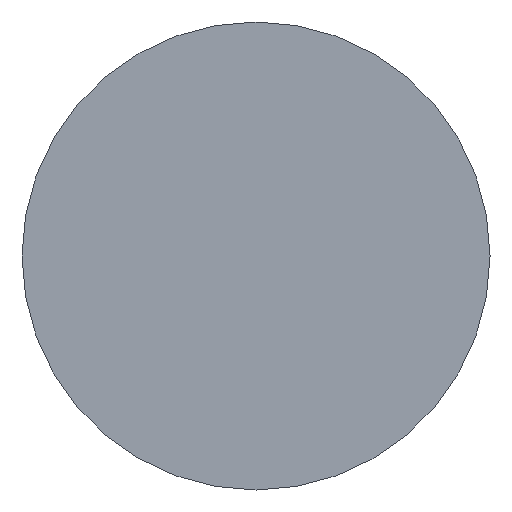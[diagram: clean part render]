
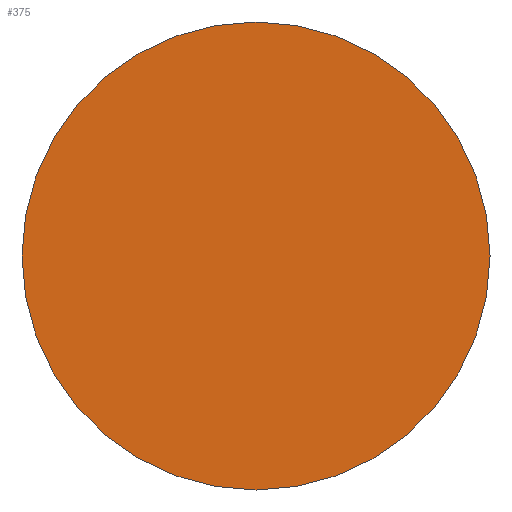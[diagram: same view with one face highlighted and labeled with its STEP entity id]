
A CAD part, front view. The second image highlights one B-rep face of the part: STEP entity #375.
In plain terms, the highlighted planar face has unit normal (0, -1, 0).
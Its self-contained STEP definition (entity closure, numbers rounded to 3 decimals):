
#12 = VERTEX_POINT ( 'NONE', #290 ) ;
#54 = VERTEX_POINT ( 'NONE', #161 ) ;
#161 = CARTESIAN_POINT ( 'NONE',  ( 0., 0., -20. ) ) ;
#196 = DIRECTION ( 'NONE',  ( 0., 0., 1. ) ) ;
#197 = DIRECTION ( 'NONE',  ( 0., 1., 0. ) ) ;
#198 = CARTESIAN_POINT ( 'NONE',  ( 0., 0., 0. ) ) ;
#199 = AXIS2_PLACEMENT_3D ( 'NONE', #198, #197, #196 ) ;
#200 = CIRCLE ( 'NONE', #199, 20. ) ;
#202 = FACE_OUTER_BOUND ( 'NONE', #302, .T. ) ;
#208 = PLANE ( 'NONE',  #229 ) ;
#219 = DIRECTION ( 'NONE',  ( 0., -1., 0. ) ) ;
#220 = CARTESIAN_POINT ( 'NONE',  ( 0., 0., 0. ) ) ;
#222 = DIRECTION ( 'NONE',  ( 0., 0., 1. ) ) ;
#223 = DIRECTION ( 'NONE',  ( 0., 1., 0. ) ) ;
#224 = AXIS2_PLACEMENT_3D ( 'NONE', #230, #223, #222 ) ;
#229 = AXIS2_PLACEMENT_3D ( 'NONE', #220, #219, #263 ) ;
#230 = CARTESIAN_POINT ( 'NONE',  ( 0., 0., 0. ) ) ;
#241 = CIRCLE ( 'NONE', #224, 20. ) ;
#263 = DIRECTION ( 'NONE',  ( 0., 0., -1. ) ) ;
#290 = CARTESIAN_POINT ( 'NONE',  ( 0., 0., 20. ) ) ;
#302 = EDGE_LOOP ( 'NONE', ( #306, #303 ) ) ;
#303 = ORIENTED_EDGE ( 'NONE', *, *, #347, .F. ) ;
#306 = ORIENTED_EDGE ( 'NONE', *, *, #349, .F. ) ;
#347 = EDGE_CURVE ( 'NONE', #54, #12, #200, .T. ) ;
#349 = EDGE_CURVE ( 'NONE', #12, #54, #241, .T. ) ;
#375 = ADVANCED_FACE ( 'NONE', ( #202 ), #208, .T. ) ;
